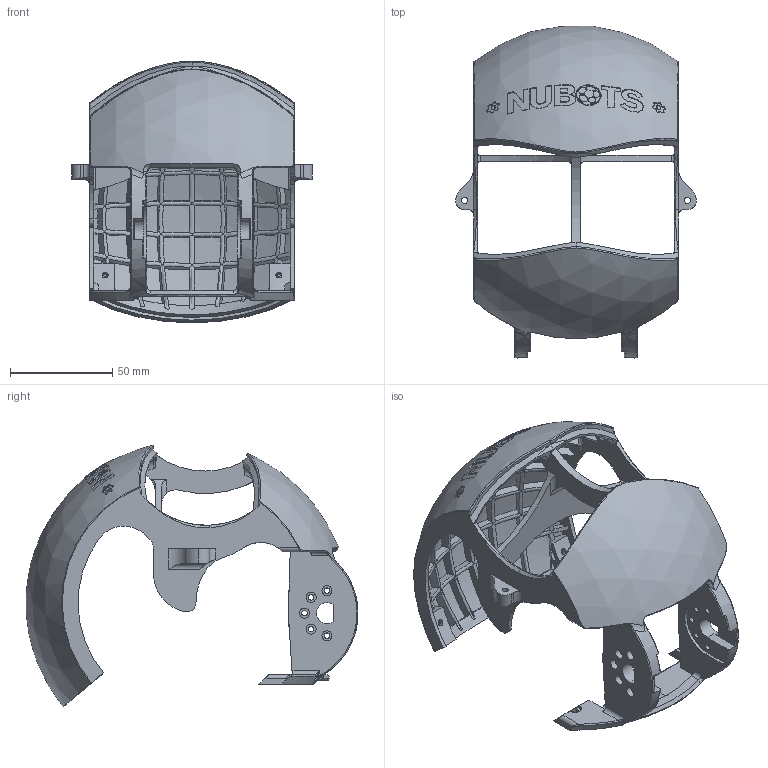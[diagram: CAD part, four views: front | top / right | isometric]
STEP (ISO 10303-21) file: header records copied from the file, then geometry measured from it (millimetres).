
FILE_DESCRIPTION(/* description */ (''),/* implementation_level */ '2;1');
FILE_NAME(/* name */ 'Head_front v4.step',/* time_stamp */ '2018-10-19T17:19:36+11:00',/* author */ ('TaylorY96'),/* organization */ (''),/* preprocessor_version */ 'ST-DEVELOPER v17.2',/* originating_system */ 'Autodesk Translation Framework v7.6.0.251',/* authorisation */ '');
FILE_SCHEMA (('AUTOMOTIVE_DESIGN { 1 0 10303 214 3 1 1 }'));
Products named in the file (2): Head_front; Head Front V2
Assembly tree (1 placements, depth 2):
  Head_front
    Head Front V2
Bounding box: 117.72 x 162.27 x 127.94 mm (x, y, z)
Volume: 120164.3 mm3; surface area: 97178.8 mm2
Topology: 1 solids, 3 shells, 1343 faces, 3514 edges, 2191 vertices
Faces by surface type: plane 640, cylinder 416, sphere 146, bspline 102, torus 35, cone 4
Full cylindrical faces by diameter (mm): 2.109 x1, 2.135 x1, 2.7 x10, 3 x8, 4.9 x10, 5.6 x2
Entity records: 52038 total; most frequent: CARTESIAN_POINT 18497, DIRECTION 7504, ORIENTED_EDGE 7020, EDGE_CURVE 3510, AXIS2_PLACEMENT_3D 3224, VERTEX_POINT 2193, CIRCLE 1832, EDGE_LOOP 1413
